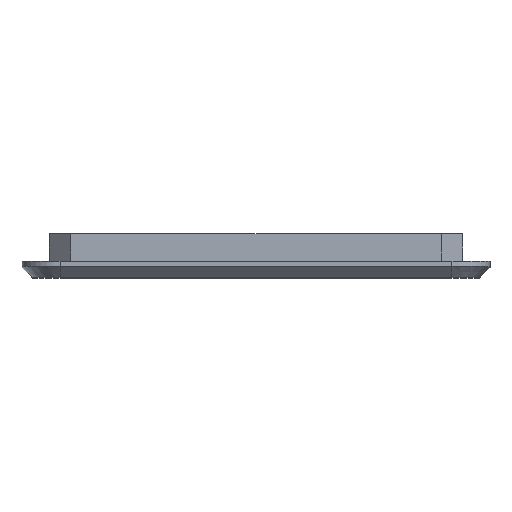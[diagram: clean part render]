
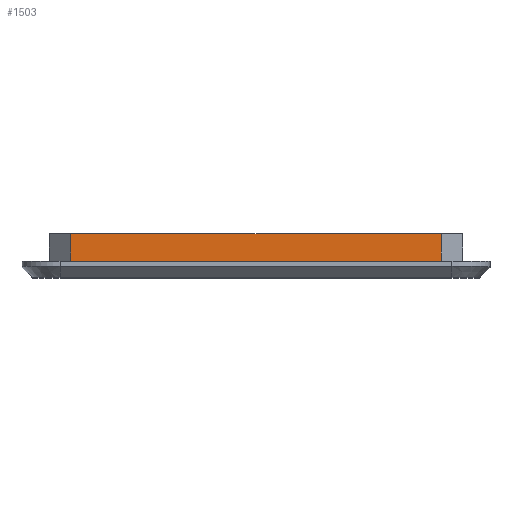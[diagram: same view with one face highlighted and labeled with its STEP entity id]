
A CAD part, top view. The second image highlights one B-rep face of the part: STEP entity #1503.
In plain terms, the highlighted planar face has unit normal (0, 0, 1).
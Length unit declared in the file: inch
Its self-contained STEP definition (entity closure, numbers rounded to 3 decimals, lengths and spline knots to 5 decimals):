
#116=FACE_OUTER_BOUND('',#200,.T.);
#200=EDGE_LOOP('',(#1183,#1184,#1185,#1186));
#329=LINE('',#2239,#508);
#344=LINE('',#2274,#523);
#357=LINE('',#2298,#536);
#364=LINE('',#2311,#543);
#508=VECTOR('',#1775,0.3937);
#523=VECTOR('',#1804,0.3937);
#536=VECTOR('',#1819,0.3937);
#543=VECTOR('',#1838,0.3937);
#684=VERTEX_POINT('',#2237);
#685=VERTEX_POINT('',#2238);
#697=VERTEX_POINT('',#2272);
#698=VERTEX_POINT('',#2273);
#848=EDGE_CURVE('',#684,#685,#329,.T.);
#865=EDGE_CURVE('',#697,#698,#344,.T.);
#878=EDGE_CURVE('',#684,#698,#357,.T.);
#885=EDGE_CURVE('',#685,#697,#364,.T.);
#1183=ORIENTED_EDGE('',*,*,#848,.F.);
#1184=ORIENTED_EDGE('',*,*,#878,.T.);
#1185=ORIENTED_EDGE('',*,*,#865,.F.);
#1186=ORIENTED_EDGE('',*,*,#885,.F.);
#1443=PLANE('',#1604);
#1503=ADVANCED_FACE('',(#116),#1443,.T.);
#1604=AXIS2_PLACEMENT_3D('',#2310,#1836,#1837);
#1775=DIRECTION('',(-1.,0.,0.));
#1804=DIRECTION('',(1.,0.,0.));
#1819=DIRECTION('',(0.,1.,0.));
#1836=DIRECTION('center_axis',(0.,0.,1.));
#1837=DIRECTION('ref_axis',(1.,0.,0.));
#1838=DIRECTION('',(0.,1.,0.));
#2237=CARTESIAN_POINT('',(0.77,0.03,0.81));
#2238=CARTESIAN_POINT('',(0.09,0.03,0.81));
#2239=CARTESIAN_POINT('',(0.09,0.03,0.81));
#2272=CARTESIAN_POINT('',(0.09,0.08,0.81));
#2273=CARTESIAN_POINT('',(0.77,0.08,0.81));
#2274=CARTESIAN_POINT('',(0.09,0.08,0.81));
#2298=CARTESIAN_POINT('',(0.77,0.,0.81));
#2310=CARTESIAN_POINT('Origin',(0.09,0.,0.81));
#2311=CARTESIAN_POINT('',(0.09,0.,0.81));
